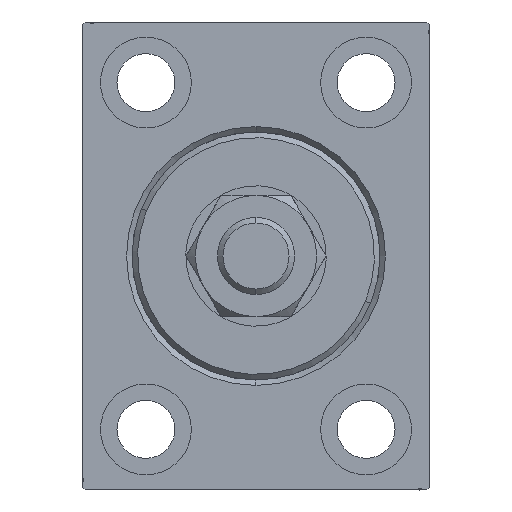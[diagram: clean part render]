
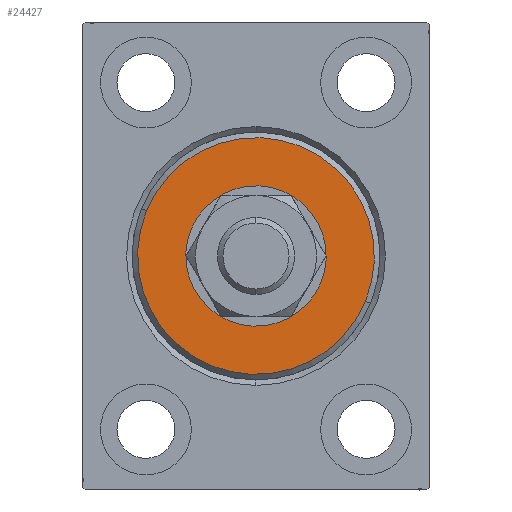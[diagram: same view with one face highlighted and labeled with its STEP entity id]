
A CAD part, left-side view. The second image highlights one B-rep face of the part: STEP entity #24427.
In plain terms, the highlighted face is planar.
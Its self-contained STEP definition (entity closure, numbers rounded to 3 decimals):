
#1636 = DIRECTION ( 'NONE',  ( -1., 0., 0. ) ) ;
#1866 = CARTESIAN_POINT ( 'NONE',  ( 3., 0., 0. ) ) ;
#5176 = DIRECTION ( 'NONE',  ( 0., 0., -1. ) ) ;
#6779 = EDGE_CURVE ( 'NONE', #19160, #8461, #31734, .T. ) ;
#7154 = VERTEX_POINT ( 'NONE', #39281 ) ;
#7561 = EDGE_CURVE ( 'NONE', #7154, #28724, #23700, .T. ) ;
#8336 = CARTESIAN_POINT ( 'NONE',  ( 3., 0., 21.5 ) ) ;
#8401 = ORIENTED_EDGE ( 'NONE', *, *, #6779, .T. ) ;
#8461 = VERTEX_POINT ( 'NONE', #27233 ) ;
#11113 = CIRCLE ( 'NONE', #36710, 21.5 ) ;
#14131 = DIRECTION ( 'NONE',  ( 1., 0., 0. ) ) ;
#14132 = EDGE_CURVE ( 'NONE', #28724, #7154, #29023, .T. ) ;
#15054 = CARTESIAN_POINT ( 'NONE',  ( 3., 0., 0. ) ) ;
#16009 = FACE_BOUND ( 'NONE', #26089, .T. ) ;
#16902 = DIRECTION ( 'NONE',  ( 0., 0., -1. ) ) ;
#18594 = EDGE_CURVE ( 'NONE', #8461, #19160, #11113, .T. ) ;
#19160 = VERTEX_POINT ( 'NONE', #8336 ) ;
#20400 = ORIENTED_EDGE ( 'NONE', *, *, #14132, .T. ) ;
#23663 = AXIS2_PLACEMENT_3D ( 'NONE', #41633, #14131, #16902 ) ;
#23700 = CIRCLE ( 'NONE', #25180, 12.75 ) ;
#24427 = ADVANCED_FACE ( 'NONE', ( #44407, #16009 ), #30217, .T. ) ;
#25180 = AXIS2_PLACEMENT_3D ( 'NONE', #15054, #36359, #5176 ) ;
#26089 = EDGE_LOOP ( 'NONE', ( #37355, #20400 ) ) ;
#27233 = CARTESIAN_POINT ( 'NONE',  ( 3., 0., -21.5 ) ) ;
#27261 = CARTESIAN_POINT ( 'NONE',  ( 3., 0., 0. ) ) ;
#27366 = AXIS2_PLACEMENT_3D ( 'NONE', #44173, #41198, #30680 ) ;
#27501 = DIRECTION ( 'NONE',  ( 1., 0., 0. ) ) ;
#27534 = AXIS2_PLACEMENT_3D ( 'NONE', #1866, #1636, #36932 ) ;
#28724 = VERTEX_POINT ( 'NONE', #37726 ) ;
#29023 = CIRCLE ( 'NONE', #27534, 12.75 ) ;
#30217 = PLANE ( 'NONE',  #27366 ) ;
#30680 = DIRECTION ( 'NONE',  ( 0., 0., -1. ) ) ;
#31734 = CIRCLE ( 'NONE', #23663, 21.5 ) ;
#33367 = EDGE_LOOP ( 'NONE', ( #8401, #42239 ) ) ;
#36359 = DIRECTION ( 'NONE',  ( -1., 0., 0. ) ) ;
#36710 = AXIS2_PLACEMENT_3D ( 'NONE', #27261, #27501, #38039 ) ;
#36932 = DIRECTION ( 'NONE',  ( 0., 0., -1. ) ) ;
#37355 = ORIENTED_EDGE ( 'NONE', *, *, #7561, .T. ) ;
#37726 = CARTESIAN_POINT ( 'NONE',  ( 3., 0., -12.75 ) ) ;
#38039 = DIRECTION ( 'NONE',  ( 0., 0., -1. ) ) ;
#39281 = CARTESIAN_POINT ( 'NONE',  ( 3., 0., 12.75 ) ) ;
#41198 = DIRECTION ( 'NONE',  ( 1., 0., 0. ) ) ;
#41633 = CARTESIAN_POINT ( 'NONE',  ( 3., 0., 0. ) ) ;
#42239 = ORIENTED_EDGE ( 'NONE', *, *, #18594, .T. ) ;
#44173 = CARTESIAN_POINT ( 'NONE',  ( 3., 0., 0. ) ) ;
#44407 = FACE_OUTER_BOUND ( 'NONE', #33367, .T. ) ;
